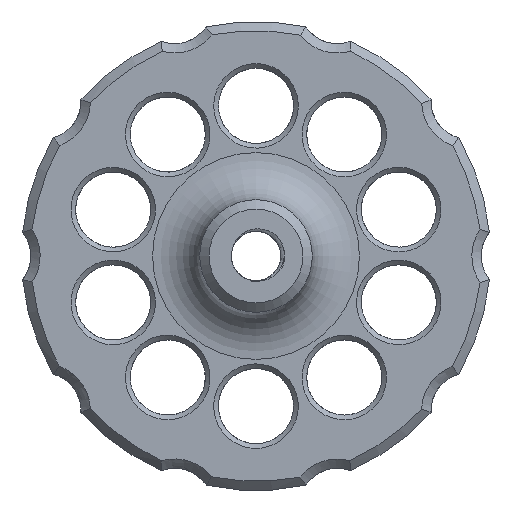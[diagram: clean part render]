
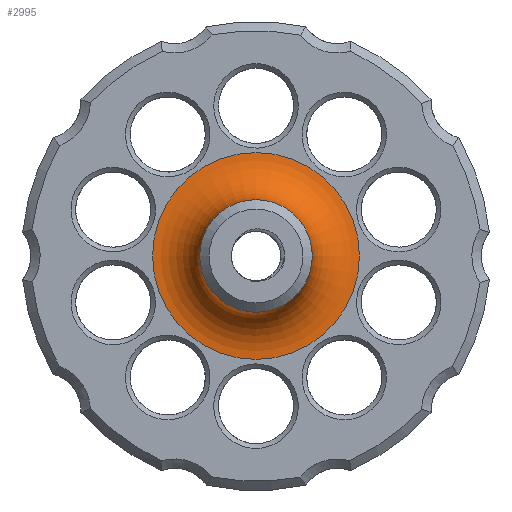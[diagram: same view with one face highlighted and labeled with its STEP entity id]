
A CAD part, left-side view. The second image highlights one B-rep face of the part: STEP entity #2995.
In plain terms, the highlighted toroidal (fillet/blend) face has major radius 11 mm and minor radius 5 mm.
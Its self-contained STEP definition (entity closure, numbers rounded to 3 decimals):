
#15=TOROIDAL_SURFACE('',#3264,11.,5.);
#137=CIRCLE('',#3130,11.019);
#138=CIRCLE('',#3131,11.019);
#139=CIRCLE('',#3132,11.019);
#176=CIRCLE('',#3181,6.);
#177=CIRCLE('',#3182,6.);
#178=CIRCLE('',#3183,6.);
#209=CIRCLE('',#3265,5.);
#387=FACE_OUTER_BOUND('',#589,.T.);
#589=EDGE_LOOP('',(#2703,#2704,#2705,#2706,#2707,#2708,#2709,#2710));
#1252=VERTEX_POINT('',#8505);
#1253=VERTEX_POINT('',#8507);
#1254=VERTEX_POINT('',#8509);
#1312=VERTEX_POINT('',#9860);
#1313=VERTEX_POINT('',#9861);
#1314=VERTEX_POINT('',#9863);
#1623=EDGE_CURVE('',#1252,#1253,#137,.T.);
#1624=EDGE_CURVE('',#1253,#1254,#138,.T.);
#1625=EDGE_CURVE('',#1254,#1252,#139,.T.);
#1702=EDGE_CURVE('',#1312,#1313,#176,.T.);
#1703=EDGE_CURVE('',#1314,#1312,#177,.T.);
#1705=EDGE_CURVE('',#1313,#1314,#178,.T.);
#1806=EDGE_CURVE('',#1313,#1254,#209,.T.);
#2703=ORIENTED_EDGE('',*,*,#1702,.T.);
#2704=ORIENTED_EDGE('',*,*,#1806,.T.);
#2705=ORIENTED_EDGE('',*,*,#1624,.F.);
#2706=ORIENTED_EDGE('',*,*,#1623,.F.);
#2707=ORIENTED_EDGE('',*,*,#1625,.F.);
#2708=ORIENTED_EDGE('',*,*,#1806,.F.);
#2709=ORIENTED_EDGE('',*,*,#1705,.T.);
#2710=ORIENTED_EDGE('',*,*,#1703,.T.);
#2995=ADVANCED_FACE('',(#387),#15,.F.);
#3130=AXIS2_PLACEMENT_3D('',#8508,#3603,#3604);
#3131=AXIS2_PLACEMENT_3D('',#8510,#3605,#3606);
#3132=AXIS2_PLACEMENT_3D('',#8511,#3607,#3608);
#3181=AXIS2_PLACEMENT_3D('',#9862,#3724,#3725);
#3182=AXIS2_PLACEMENT_3D('',#9864,#3726,#3727);
#3183=AXIS2_PLACEMENT_3D('',#9866,#3729,#3730);
#3264=AXIS2_PLACEMENT_3D('',#10791,#3911,#3912);
#3265=AXIS2_PLACEMENT_3D('',#10792,#3913,#3914);
#3603=DIRECTION('center_axis',(1.,0.,0.));
#3604=DIRECTION('ref_axis',(0.,0.,-1.));
#3605=DIRECTION('center_axis',(1.,0.,0.));
#3606=DIRECTION('ref_axis',(0.,0.,-1.));
#3607=DIRECTION('center_axis',(1.,0.,0.));
#3608=DIRECTION('ref_axis',(0.,0.,-1.));
#3724=DIRECTION('center_axis',(1.,0.,0.));
#3725=DIRECTION('ref_axis',(0.,0.,-1.));
#3726=DIRECTION('center_axis',(1.,0.,0.));
#3727=DIRECTION('ref_axis',(0.,0.,-1.));
#3729=DIRECTION('center_axis',(1.,0.,0.));
#3730=DIRECTION('ref_axis',(0.,0.,-1.));
#3911=DIRECTION('center_axis',(1.,0.,0.));
#3912=DIRECTION('ref_axis',(0.,0.,-1.));
#3913=DIRECTION('center_axis',(0.,-1.,0.));
#3914=DIRECTION('ref_axis',(0.,0.,1.));
#8505=CARTESIAN_POINT('',(16.,-11.019,0.));
#8507=CARTESIAN_POINT('',(16.,11.019,0.));
#8508=CARTESIAN_POINT('Origin',(16.,0.,0.));
#8509=CARTESIAN_POINT('',(16.,0.,11.019));
#8510=CARTESIAN_POINT('Origin',(16.,0.,0.));
#8511=CARTESIAN_POINT('Origin',(16.,0.,0.));
#9860=CARTESIAN_POINT('',(11.,6.,0.));
#9861=CARTESIAN_POINT('',(11.,0.,6.));
#9862=CARTESIAN_POINT('Origin',(11.,0.,0.));
#9863=CARTESIAN_POINT('',(11.,-6.,0.));
#9864=CARTESIAN_POINT('Origin',(11.,0.,0.));
#9866=CARTESIAN_POINT('Origin',(11.,0.,0.));
#10791=CARTESIAN_POINT('Origin',(11.,0.,0.));
#10792=CARTESIAN_POINT('Origin',(11.,0.,11.));
